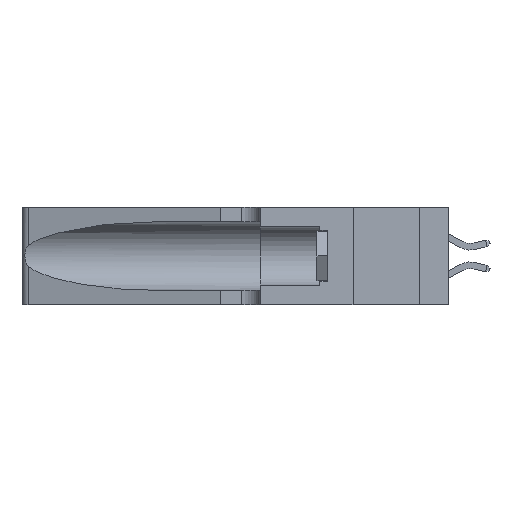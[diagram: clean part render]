
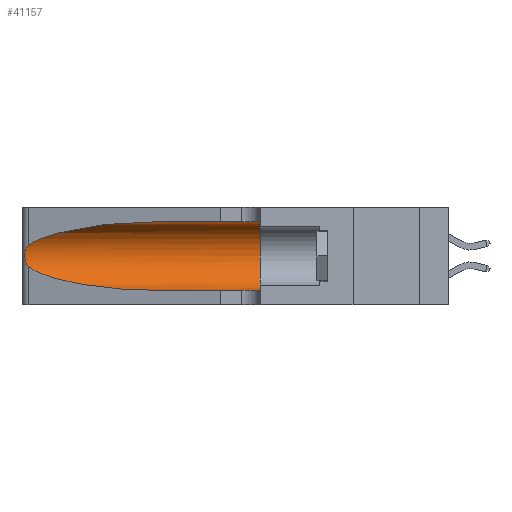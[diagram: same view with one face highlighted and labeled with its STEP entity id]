
A CAD part, left-side view. The second image highlights one B-rep face of the part: STEP entity #41157.
In plain terms, the highlighted cylindrical face has radius 3.308 mm (diameter 6.617 mm), a partial arc.
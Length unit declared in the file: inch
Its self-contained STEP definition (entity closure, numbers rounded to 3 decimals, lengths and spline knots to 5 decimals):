
#2006 = EDGE_CURVE ( 'NONE', #11276, #2722, #28293, .T. ) ;
#2035 = CARTESIAN_POINT ( 'NONE',  ( 0.25555, 1.22994, 0.2215 ) ) ;
#2335 = ORIENTED_EDGE ( 'NONE', *, *, #5229, .F. ) ;
#2611 = ORIENTED_EDGE ( 'NONE', *, *, #38732, .T. ) ;
#2722 = VERTEX_POINT ( 'NONE', #38673 ) ;
#2880 = CARTESIAN_POINT ( 'NONE',  ( 0.25639, 1.23186, 0.15144 ) ) ;
#5152 = CARTESIAN_POINT ( 'NONE',  ( 0.26018, 1.23835, 0.19895 ) ) ;
#5229 = EDGE_CURVE ( 'NONE', #28850, #11276, #40512, .T. ) ;
#5710 = CARTESIAN_POINT ( 'NONE',  ( 0.25487, 1.22718, 0.22369 ) ) ;
#5961 = EDGE_CURVE ( 'NONE', #17205, #11302, #19288, .T. ) ;
#6505 = DIRECTION ( 'NONE',  ( 0., -1., 0. ) ) ;
#10299 = AXIS2_PLACEMENT_3D ( 'NONE', #19369, #6505, #19521 ) ;
#11276 = VERTEX_POINT ( 'NONE', #32730 ) ;
#11302 = VERTEX_POINT ( 'NONE', #20020 ) ;
#11515 = CARTESIAN_POINT ( 'NONE',  ( 0.25854, 1.2359, 0.20912 ) ) ;
#12065 = CARTESIAN_POINT ( 'NONE',  ( 0.25787, 1.23484, 0.2124 ) ) ;
#12197 = CARTESIAN_POINT ( 'NONE',  ( 0.25555, 1.22993, 0.14849 ) ) ;
#12625 = CARTESIAN_POINT ( 'NONE',  ( 0.25487, 1.22718, 0.14631 ) ) ;
#13135 = CARTESIAN_POINT ( 'NONE',  ( 0.25487, 1.22718, 0.22369 ) ) ;
#13523 = ORIENTED_EDGE ( 'NONE', *, *, #38385, .T. ) ;
#13572 = CARTESIAN_POINT ( 'NONE',  ( 0.1305, 0.72297, 0.05475 ) ) ;
#14115 = CARTESIAN_POINT ( 'NONE',  ( 0.1305, 0.72297, 0.31525 ) ) ;
#14717 = DIRECTION ( 'NONE',  ( 0., -1., 0. ) ) ;
#14928 = CARTESIAN_POINT ( 'NONE',  ( 0.25487, 1.22718, 0.22369 ) ) ;
#16824 = AXIS2_PLACEMENT_3D ( 'NONE', #16825, #39578, #36065 ) ;
#16825 = CARTESIAN_POINT ( 'NONE',  ( 0.1305, 0.35, 0.185 ) ) ;
#17205 = VERTEX_POINT ( 'NONE', #13135 ) ;
#18294 = CARTESIAN_POINT ( 'NONE',  ( 0.26017, 1.23833, 0.17102 ) ) ;
#19288 = B_SPLINE_CURVE_WITH_KNOTS ( 'NONE', 3,
 ( #14928, #2035, #25136, #12065, #11515, #5152, #40914, #21461, #18294, #41045, #21606, #2880, #12197, #12625 ),
 .UNSPECIFIED., .F., .F.,
 ( 4, 2, 2, 2, 2, 2, 4 ),
 ( 0., 0.00027, 0.00053, 0.00107, 0.0016, 0.00187, 0.00214 ),
 .UNSPECIFIED. ) ;
#19369 = CARTESIAN_POINT ( 'NONE',  ( 0.1305, 1.61858, 0.185 ) ) ;
#19521 = DIRECTION ( 'NONE',  ( 0., 0., -1. ) ) ;
#19819 = CARTESIAN_POINT ( 'NONE',  ( 0.18966, 0.96281, 0.05475 ) ) ;
#20020 = CARTESIAN_POINT ( 'NONE',  ( 0.25487, 1.22718, 0.14631 ) ) ;
#20578 = ORIENTED_EDGE ( 'NONE', *, *, #2006, .F. ) ;
#21461 = CARTESIAN_POINT ( 'NONE',  ( 0.26075, 1.23896, 0.178 ) ) ;
#21606 = CARTESIAN_POINT ( 'NONE',  ( 0.25789, 1.23486, 0.15765 ) ) ;
#22957 = CARTESIAN_POINT ( 'NONE',  ( 0.25487, 1.22718, 0.14631 ) ) ;
#25136 = CARTESIAN_POINT ( 'NONE',  ( 0.25639, 1.23184, 0.21858 ) ) ;
#25137 = CARTESIAN_POINT ( 'NONE',  ( 0.18966, 0.96281, 0.31525 ) ) ;
#25238 = CARTESIAN_POINT ( 'NONE',  ( 0.1305, 1.61858, 0.31525 ) ) ;
#27405 =( BOUNDED_CURVE ( )  B_SPLINE_CURVE ( 3, ( #22957, #33213, #19819, #13572 ),
 .UNSPECIFIED., .F., .F. ) 
 B_SPLINE_CURVE_WITH_KNOTS ( ( 4, 4 ),
 ( 3.44316, 4.71239 ),
 .UNSPECIFIED. ) 
 CURVE ( )  GEOMETRIC_REPRESENTATION_ITEM ( )  RATIONAL_B_SPLINE_CURVE ( ( 1., 0.87, 0.87, 1. ) ) 
 REPRESENTATION_ITEM ( '' )  );
#28293 = CIRCLE ( 'NONE', #16824, 0.13025 ) ;
#28419 = CARTESIAN_POINT ( 'NONE',  ( 0.1305, 0.72297, 0.31525 ) ) ;
#28850 = VERTEX_POINT ( 'NONE', #14115 ) ;
#30960 = DIRECTION ( 'NONE',  ( 0., -1., 0. ) ) ;
#31240 = FACE_OUTER_BOUND ( 'NONE', #35497, .T. ) ;
#31426 = VECTOR ( 'NONE', #14717, 39.37008 ) ;
#32730 = CARTESIAN_POINT ( 'NONE',  ( 0.1305, 0.35, 0.31525 ) ) ;
#33213 = CARTESIAN_POINT ( 'NONE',  ( 0.2373, 1.15595, 0.08982 ) ) ;
#34079 = CARTESIAN_POINT ( 'NONE',  ( 0.1305, 1.61858, 0.05475 ) ) ;
#34751 = ORIENTED_EDGE ( 'NONE', *, *, #5961, .T. ) ;
#34764 = CYLINDRICAL_SURFACE ( 'NONE', #10299, 0.13025 ) ;
#35324 = VERTEX_POINT ( 'NONE', #38711 ) ;
#35497 = EDGE_LOOP ( 'NONE', ( #13523, #34751, #2611, #37207, #20578, #2335 ) ) ;
#36065 = DIRECTION ( 'NONE',  ( 0., 0., 1. ) ) ;
#37074 = EDGE_CURVE ( 'NONE', #35324, #2722, #39015, .T. ) ;
#37207 = ORIENTED_EDGE ( 'NONE', *, *, #37074, .T. ) ;
#38385 = EDGE_CURVE ( 'NONE', #28850, #17205, #41972, .T. ) ;
#38673 = CARTESIAN_POINT ( 'NONE',  ( 0.1305, 0.35, 0.05475 ) ) ;
#38711 = CARTESIAN_POINT ( 'NONE',  ( 0.1305, 0.72297, 0.05475 ) ) ;
#38732 = EDGE_CURVE ( 'NONE', #11302, #35324, #27405, .T. ) ;
#39006 = VECTOR ( 'NONE', #30960, 39.37008 ) ;
#39015 = LINE ( 'NONE', #34079, #31426 ) ;
#39578 = DIRECTION ( 'NONE',  ( 0., 1., 0. ) ) ;
#40512 = LINE ( 'NONE', #25238, #39006 ) ;
#40914 = CARTESIAN_POINT ( 'NONE',  ( 0.26075, 1.23896, 0.19203 ) ) ;
#41045 = CARTESIAN_POINT ( 'NONE',  ( 0.25856, 1.23593, 0.16098 ) ) ;
#41157 = ADVANCED_FACE ( 'NONE', ( #31240 ), #34764, .F. ) ;
#41327 = CARTESIAN_POINT ( 'NONE',  ( 0.2373, 1.15595, 0.28018 ) ) ;
#41972 =( BOUNDED_CURVE ( )  B_SPLINE_CURVE ( 3, ( #28419, #25137, #41327, #5710 ),
 .UNSPECIFIED., .F., .F. ) 
 B_SPLINE_CURVE_WITH_KNOTS ( ( 4, 4 ),
 ( 1.5708, 2.84003 ),
 .UNSPECIFIED. ) 
 CURVE ( )  GEOMETRIC_REPRESENTATION_ITEM ( )  RATIONAL_B_SPLINE_CURVE ( ( 1., 0.87, 0.87, 1. ) ) 
 REPRESENTATION_ITEM ( '' )  );
